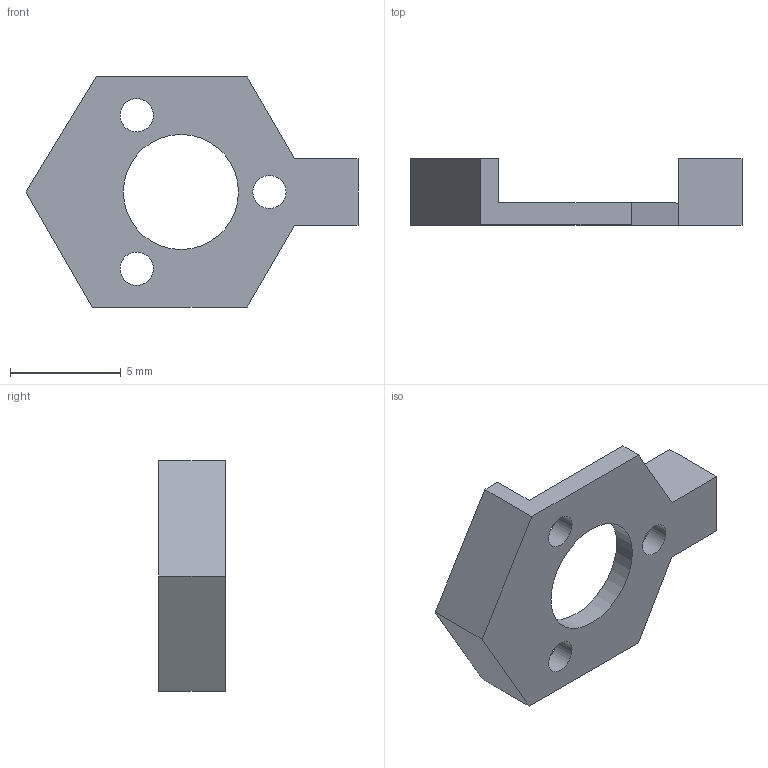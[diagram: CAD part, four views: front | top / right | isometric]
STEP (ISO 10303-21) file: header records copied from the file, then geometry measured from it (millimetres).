
FILE_DESCRIPTION(/* description */ (''),/* implementation_level */ '2;1');
FILE_NAME(/* name */ 'LiqLensBaseHex v4.step',/* time_stamp */ '2020-12-15T17:33:25+09:00',/* author */ (''),/* organization */ (''),/* preprocessor_version */ 'ST-DEVELOPER v18.1',/* originating_system */ 'Autodesk Translation Framework v9.3.0.1241',/* authorisation */ '');
FILE_SCHEMA (('AUTOMOTIVE_DESIGN { 1 0 10303 214 3 1 1 }'));
Length unit declared in the file: millimetre
Products named in the file (1): LiqLensBaseHex
Bounding box: 15 x 3 x 10.39 mm (x, y, z)
Volume: 116 mm3; surface area: 324.7 mm2
Topology: 1 solids, 1 shells, 23 faces, 64 edges, 42 vertices
Faces by surface type: plane 17, cylinder 6
Full cylindrical faces by diameter (mm): 1.2 x1, 1.5 x3, 5.2 x1
Entity records: 789 total; most frequent: CARTESIAN_POINT 130, ORIENTED_EDGE 128, DIRECTION 126, EDGE_CURVE 64, LINE 50, VECTOR 50, VERTEX_POINT 42, AXIS2_PLACEMENT_3D 38
